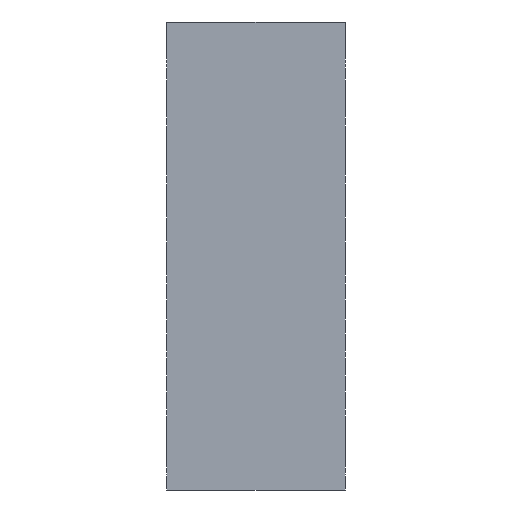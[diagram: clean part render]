
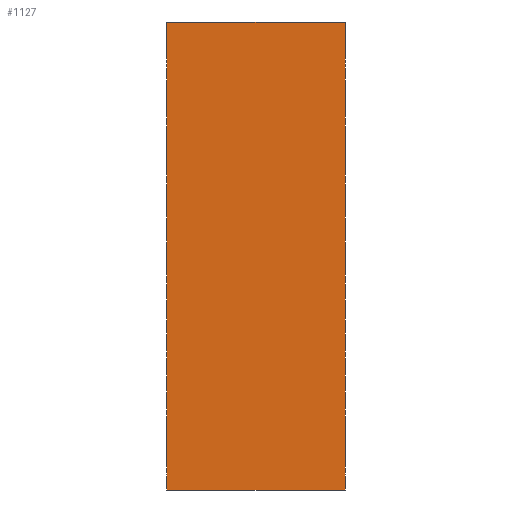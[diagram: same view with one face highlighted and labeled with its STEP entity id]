
A CAD part, front view. The second image highlights one B-rep face of the part: STEP entity #1127.
In plain terms, the highlighted planar face has unit normal (0, -1, 0).
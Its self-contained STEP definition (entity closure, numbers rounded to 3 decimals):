
#91 = DIRECTION ( 'NONE',  ( -1., 0., 0. ) ) ;
#165 = CARTESIAN_POINT ( 'NONE',  ( 8., -1., -20.95 ) ) ;
#255 = CARTESIAN_POINT ( 'NONE',  ( 8., -1., -20.95 ) ) ;
#327 = FACE_OUTER_BOUND ( 'NONE', #356, .T. ) ;
#351 = CARTESIAN_POINT ( 'NONE',  ( -8., -1., 20.95 ) ) ;
#356 = EDGE_LOOP ( 'NONE', ( #1101, #1348, #659, #3716 ) ) ;
#387 = CARTESIAN_POINT ( 'NONE',  ( 8., -1., 0. ) ) ;
#434 = LINE ( 'NONE', #3082, #3176 ) ;
#479 = CARTESIAN_POINT ( 'NONE',  ( 8., -1., 0. ) ) ;
#651 = PLANE ( 'NONE',  #3576 ) ;
#659 = ORIENTED_EDGE ( 'NONE', *, *, #2654, .T. ) ;
#859 = DIRECTION ( 'NONE',  ( 0., 0., 1. ) ) ;
#966 = DIRECTION ( 'NONE',  ( 0., -1., 0. ) ) ;
#1101 = ORIENTED_EDGE ( 'NONE', *, *, #2313, .F. ) ;
#1127 = ADVANCED_FACE ( 'NONE', ( #327 ), #651, .T. ) ;
#1231 = VERTEX_POINT ( 'NONE', #165 ) ;
#1324 = CARTESIAN_POINT ( 'NONE',  ( 8., -1., 20.95 ) ) ;
#1348 = ORIENTED_EDGE ( 'NONE', *, *, #4005, .F. ) ;
#1408 = DIRECTION ( 'NONE',  ( 0., 0., 1. ) ) ;
#1555 = CARTESIAN_POINT ( 'NONE',  ( -8., -1., -20.95 ) ) ;
#1569 = EDGE_CURVE ( 'NONE', #2130, #4057, #434, .T. ) ;
#1577 = VECTOR ( 'NONE', #4027, 1000. ) ;
#1850 = LINE ( 'NONE', #255, #1577 ) ;
#2053 = LINE ( 'NONE', #3351, #2788 ) ;
#2096 = LINE ( 'NONE', #479, #2930 ) ;
#2130 = VERTEX_POINT ( 'NONE', #1324 ) ;
#2313 = EDGE_CURVE ( 'NONE', #3034, #4057, #2053, .T. ) ;
#2654 = EDGE_CURVE ( 'NONE', #1231, #2130, #2096, .T. ) ;
#2788 = VECTOR ( 'NONE', #1408, 1000. ) ;
#2930 = VECTOR ( 'NONE', #859, 1000. ) ;
#3034 = VERTEX_POINT ( 'NONE', #1555 ) ;
#3082 = CARTESIAN_POINT ( 'NONE',  ( 8., -1., 20.95 ) ) ;
#3176 = VECTOR ( 'NONE', #91, 1000. ) ;
#3240 = DIRECTION ( 'NONE',  ( 0., 0., -1. ) ) ;
#3351 = CARTESIAN_POINT ( 'NONE',  ( -8., -1., 0. ) ) ;
#3576 = AXIS2_PLACEMENT_3D ( 'NONE', #387, #966, #3240 ) ;
#3716 = ORIENTED_EDGE ( 'NONE', *, *, #1569, .T. ) ;
#4005 = EDGE_CURVE ( 'NONE', #1231, #3034, #1850, .T. ) ;
#4027 = DIRECTION ( 'NONE',  ( -1., 0., 0. ) ) ;
#4057 = VERTEX_POINT ( 'NONE', #351 ) ;
